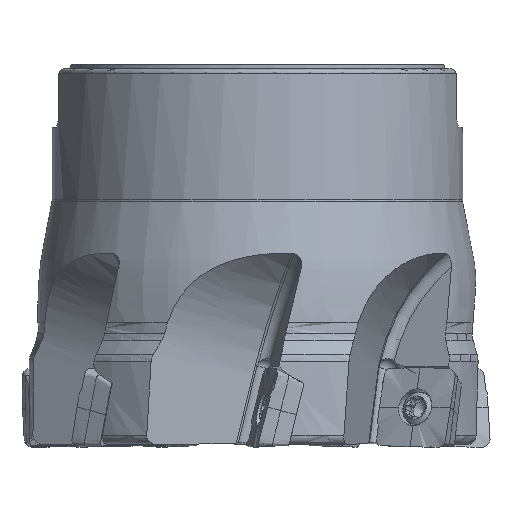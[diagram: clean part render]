
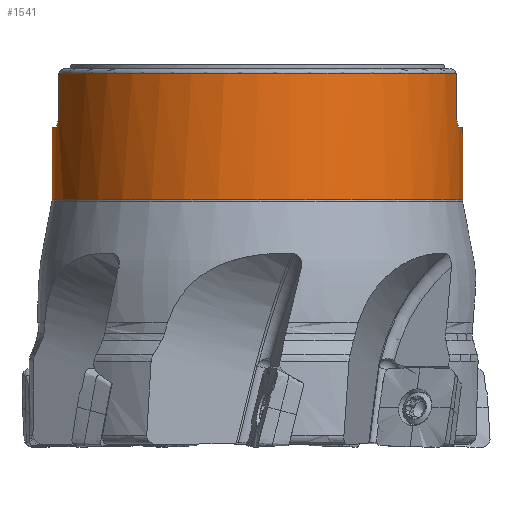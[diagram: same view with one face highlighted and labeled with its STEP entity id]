
A CAD part, left-side view. The second image highlights one B-rep face of the part: STEP entity #1541.
In plain terms, the highlighted cylindrical face has radius 21.5 mm (diameter 43 mm), a full revolution.
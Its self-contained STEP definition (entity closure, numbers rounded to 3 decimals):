
#277=CYLINDRICAL_SURFACE('',#9099,21.5);
#327=FACE_BOUND('',#2554,.T.);
#328=FACE_BOUND('',#2555,.T.);
#688=LINE('',#13972,#1017);
#689=LINE('',#13980,#1018);
#690=LINE('',#13985,#1019);
#691=LINE('',#13993,#1020);
#1017=VECTOR('',#10249,1.);
#1018=VECTOR('',#10256,1.);
#1019=VECTOR('',#10261,1.);
#1020=VECTOR('',#10268,1.);
#1541=ADVANCED_FACE('CN_SU1',(#327,#328),#277,.T.);
#2554=EDGE_LOOP('',(#4134,#4135,#4136,#4137,#4138,#4139,#4140,#4141,#4142,
#4143,#4144,#4145,#4146,#4147,#4148,#4149));
#2555=EDGE_LOOP('',(#4150));
#3606=CIRCLE('',#9076,21.5);
#3608=CIRCLE('',#9079,21.5);
#3612=CIRCLE('',#9091,21.5);
#3613=CIRCLE('',#9096,21.5);
#3614=CIRCLE('',#9098,21.5);
#4134=ORIENTED_EDGE('',*,*,#7487,.T.);
#4135=ORIENTED_EDGE('',*,*,#7479,.T.);
#4136=ORIENTED_EDGE('',*,*,#7488,.T.);
#4137=ORIENTED_EDGE('',*,*,#7489,.F.);
#4138=ORIENTED_EDGE('',*,*,#7490,.F.);
#4139=ORIENTED_EDGE('',*,*,#7491,.T.);
#4140=ORIENTED_EDGE('',*,*,#7492,.F.);
#4141=ORIENTED_EDGE('',*,*,#7493,.F.);
#4142=ORIENTED_EDGE('',*,*,#7494,.T.);
#4143=ORIENTED_EDGE('',*,*,#7483,.T.);
#4144=ORIENTED_EDGE('',*,*,#7495,.T.);
#4145=ORIENTED_EDGE('',*,*,#7496,.F.);
#4146=ORIENTED_EDGE('',*,*,#7497,.F.);
#4147=ORIENTED_EDGE('',*,*,#7498,.T.);
#4148=ORIENTED_EDGE('',*,*,#7499,.F.);
#4149=ORIENTED_EDGE('',*,*,#7500,.F.);
#4150=ORIENTED_EDGE('',*,*,#7501,.F.);
#6557=VERTEX_POINT('',#13897);
#6559=VERTEX_POINT('',#13916);
#6561=VERTEX_POINT('',#13936);
#6563=VERTEX_POINT('',#13955);
#6567=VERTEX_POINT('',#13969);
#6568=VERTEX_POINT('',#13971);
#6569=VERTEX_POINT('',#13973);
#6570=VERTEX_POINT('',#13975);
#6571=VERTEX_POINT('',#13977);
#6572=VERTEX_POINT('',#13979);
#6573=VERTEX_POINT('',#13981);
#6574=VERTEX_POINT('',#13984);
#6575=VERTEX_POINT('',#13986);
#6576=VERTEX_POINT('',#13988);
#6577=VERTEX_POINT('',#13990);
#6578=VERTEX_POINT('',#13992);
#6579=VERTEX_POINT('',#13995);
#7479=EDGE_CURVE('',#6557,#6559,#3606,.T.);
#7483=EDGE_CURVE('',#6561,#6563,#3608,.T.);
#7487=EDGE_CURVE('',#6567,#6557,#8523,.T.);
#7488=EDGE_CURVE('',#6559,#6568,#8524,.T.);
#7489=EDGE_CURVE('',#6569,#6568,#688,.T.);
#7490=EDGE_CURVE('',#6570,#6569,#8525,.T.);
#7491=EDGE_CURVE('',#6570,#6571,#3612,.T.);
#7492=EDGE_CURVE('',#6572,#6571,#8526,.T.);
#7493=EDGE_CURVE('',#6573,#6572,#689,.T.);
#7494=EDGE_CURVE('',#6573,#6561,#8527,.T.);
#7495=EDGE_CURVE('',#6563,#6574,#8528,.T.);
#7496=EDGE_CURVE('',#6575,#6574,#690,.T.);
#7497=EDGE_CURVE('',#6576,#6575,#8529,.T.);
#7498=EDGE_CURVE('',#6576,#6577,#3613,.T.);
#7499=EDGE_CURVE('',#6578,#6577,#8530,.T.);
#7500=EDGE_CURVE('',#6567,#6578,#691,.T.);
#7501=EDGE_CURVE('',#6579,#6579,#3614,.T.);
#8523=ELLIPSE('',#9088,30.406,21.5);
#8524=ELLIPSE('',#9089,30.406,21.5);
#8525=ELLIPSE('',#9090,30.406,21.5);
#8526=ELLIPSE('',#9092,30.406,21.5);
#8527=ELLIPSE('',#9093,30.406,21.5);
#8528=ELLIPSE('',#9094,30.406,21.5);
#8529=ELLIPSE('',#9095,30.406,21.5);
#8530=ELLIPSE('',#9097,30.406,21.5);
#9076=AXIS2_PLACEMENT_3D('',#13917,#10221,#10222);
#9079=AXIS2_PLACEMENT_3D('',#13956,#10227,#10228);
#9088=AXIS2_PLACEMENT_3D('',#13968,#10245,#10246);
#9089=AXIS2_PLACEMENT_3D('',#13970,#10247,#10248);
#9090=AXIS2_PLACEMENT_3D('',#13974,#10250,#10251);
#9091=AXIS2_PLACEMENT_3D('',#13976,#10252,#10253);
#9092=AXIS2_PLACEMENT_3D('',#13978,#10254,#10255);
#9093=AXIS2_PLACEMENT_3D('',#13982,#10257,#10258);
#9094=AXIS2_PLACEMENT_3D('',#13983,#10259,#10260);
#9095=AXIS2_PLACEMENT_3D('',#13987,#10262,#10263);
#9096=AXIS2_PLACEMENT_3D('',#13989,#10264,#10265);
#9097=AXIS2_PLACEMENT_3D('',#13991,#10266,#10267);
#9098=AXIS2_PLACEMENT_3D('',#13994,#10269,#10270);
#9099=AXIS2_PLACEMENT_3D('',#13996,#10271,#10272);
#10221=DIRECTION('',(0.,0.,-1.));
#10222=DIRECTION('',(-0.156,0.988,0.));
#10227=DIRECTION('',(0.,0.,-1.));
#10228=DIRECTION('',(-0.156,0.988,0.));
#10245=DIRECTION('',(-0.707,0.,-0.707));
#10246=DIRECTION('',(0.707,0.,-0.707));
#10247=DIRECTION('',(-0.707,0.,-0.707));
#10248=DIRECTION('',(0.707,0.,-0.707));
#10249=DIRECTION('',(0.,0.,1.));
#10250=DIRECTION('',(0.707,0.,0.707));
#10251=DIRECTION('',(0.707,0.,-0.707));
#10252=DIRECTION('',(0.,0.,-1.));
#10253=DIRECTION('',(0.156,-0.988,0.));
#10254=DIRECTION('',(-0.707,0.,0.707));
#10255=DIRECTION('',(-0.707,0.,-0.707));
#10256=DIRECTION('',(0.,0.,-1.));
#10257=DIRECTION('',(0.707,0.,-0.707));
#10258=DIRECTION('',(-0.707,0.,-0.707));
#10259=DIRECTION('',(0.707,0.,-0.707));
#10260=DIRECTION('',(-0.707,0.,-0.707));
#10261=DIRECTION('',(0.,0.,1.));
#10262=DIRECTION('',(-0.707,0.,0.707));
#10263=DIRECTION('',(-0.707,0.,-0.707));
#10264=DIRECTION('',(0.,0.,-1.));
#10265=DIRECTION('',(0.156,-0.988,0.));
#10266=DIRECTION('',(0.707,0.,0.707));
#10267=DIRECTION('',(0.707,0.,-0.707));
#10268=DIRECTION('',(0.,0.,-1.));
#10269=DIRECTION('',(0.,0.,-1.));
#10270=DIRECTION('',(-0.156,0.988,0.));
#10271=DIRECTION('',(0.,0.,-1.));
#10272=DIRECTION('',(-0.156,0.988,0.));
#13897=CARTESIAN_POINT('',(-5.428,-20.804,-0.9));
#13916=CARTESIAN_POINT('',(-5.428,20.804,-0.9));
#13917=CARTESIAN_POINT('',(0.,0.,
-0.9));
#13936=CARTESIAN_POINT('',(5.428,20.804,-0.9));
#13955=CARTESIAN_POINT('',(5.428,-20.804,-0.9));
#13956=CARTESIAN_POINT('',(0.,0.,
-0.9));
#13968=CARTESIAN_POINT('',(0.,0.,
-6.327));
#13969=CARTESIAN_POINT('',(-5.227,-20.855,-1.1));
#13970=CARTESIAN_POINT('',(0.,0.,
-6.327));
#13971=CARTESIAN_POINT('',(-5.228,20.855,-1.1));
#13972=CARTESIAN_POINT('',(-5.228,20.855,14.885));
#13973=CARTESIAN_POINT('',(-5.228,20.855,-5.75));
#13974=CARTESIAN_POINT('',(0.,0.,
-10.978));
#13975=CARTESIAN_POINT('',(-4.428,21.039,-6.55));
#13976=CARTESIAN_POINT('',(0.,0.,
-6.55));
#13977=CARTESIAN_POINT('',(4.428,21.039,-6.55));
#13978=CARTESIAN_POINT('',(0.,0.,
-10.978));
#13979=CARTESIAN_POINT('',(5.228,20.855,-5.75));
#13980=CARTESIAN_POINT('',(5.228,20.855,14.885));
#13981=CARTESIAN_POINT('',(5.228,20.855,-1.1));
#13982=CARTESIAN_POINT('',(0.,0.,
-6.328));
#13983=CARTESIAN_POINT('',(0.,0.,
-6.328));
#13984=CARTESIAN_POINT('',(5.228,-20.855,-1.1));
#13985=CARTESIAN_POINT('',(5.228,-20.855,14.885));
#13986=CARTESIAN_POINT('',(5.228,-20.855,-5.75));
#13987=CARTESIAN_POINT('',(0.,0.,
-10.978));
#13988=CARTESIAN_POINT('',(4.428,-21.039,-6.55));
#13989=CARTESIAN_POINT('',(0.,0.,
-6.55));
#13990=CARTESIAN_POINT('',(-4.427,-21.039,-6.55));
#13991=CARTESIAN_POINT('',(0.,0.,
-10.978));
#13992=CARTESIAN_POINT('',(-5.227,-20.855,-5.75));
#13993=CARTESIAN_POINT('',(-5.228,-20.855,14.885));
#13994=CARTESIAN_POINT('',(0.,0.,
-14.1));
#13995=CARTESIAN_POINT('',(-3.362,21.236,-14.1));
#13996=CARTESIAN_POINT('',(0.,0.,
14.885));
